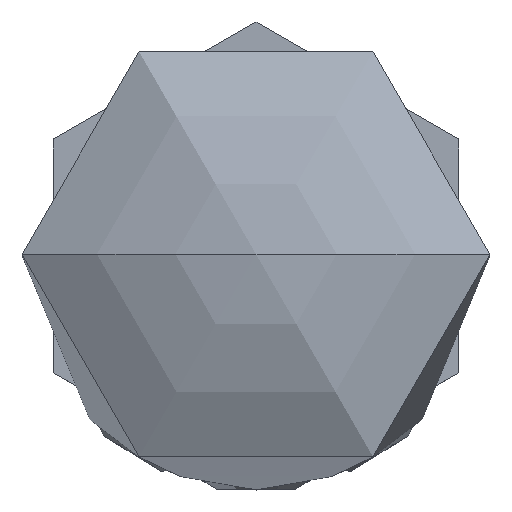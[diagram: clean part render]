
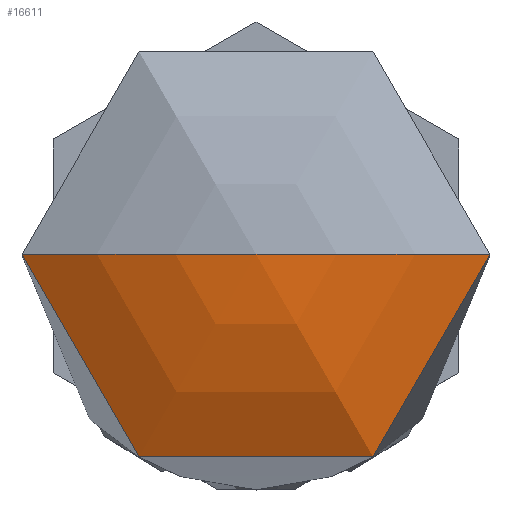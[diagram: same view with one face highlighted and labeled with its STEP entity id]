
A CAD part, top view. The second image highlights one B-rep face of the part: STEP entity #16611.
In plain terms, the highlighted toroidal (fillet/blend) face has major radius 1.713 mm and minor radius 28 mm.
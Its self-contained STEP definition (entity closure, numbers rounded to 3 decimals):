
#386 = CIRCLE ( 'NONE', #3142, 28. ) ;
#2006 = ORIENTED_EDGE ( 'NONE', *, *, #11850, .T. ) ;
#2166 = CARTESIAN_POINT ( 'NONE',  ( 0., 0., 19.052 ) ) ;
#3142 = AXIS2_PLACEMENT_3D ( 'NONE', #22462, #13777, #17472 ) ;
#3598 = EDGE_CURVE ( 'NONE', #17736, #16042, #21372, .T. ) ;
#3788 = ORIENTED_EDGE ( 'NONE', *, *, #3598, .T. ) ;
#4755 = AXIS2_PLACEMENT_3D ( 'NONE', #20466, #13606, #11301 ) ;
#7647 = DIRECTION ( 'NONE',  ( 1., 0., 0. ) ) ;
#8109 = EDGE_LOOP ( 'NONE', ( #11759, #3788, #2006 ) ) ;
#9178 = DIRECTION ( 'NONE',  ( 0., 0., 1. ) ) ;
#9441 = CARTESIAN_POINT ( 'NONE',  ( 11., 0., 44. ) ) ;
#10275 = CIRCLE ( 'NONE', #4755, 28. ) ;
#10706 = DIRECTION ( 'NONE',  ( 0., 0., 1. ) ) ;
#10982 = VERTEX_POINT ( 'NONE', #18389 ) ;
#11301 = DIRECTION ( 'NONE',  ( 0., 0., -1. ) ) ;
#11759 = ORIENTED_EDGE ( 'NONE', *, *, #16803, .F. ) ;
#11850 = EDGE_CURVE ( 'NONE', #16042, #10982, #10275, .T. ) ;
#12483 = CARTESIAN_POINT ( 'NONE',  ( 0., 0., 44. ) ) ;
#12709 = DIRECTION ( 'NONE',  ( 1., 0., 0. ) ) ;
#13606 = DIRECTION ( 'NONE',  ( 0., -1., 0. ) ) ;
#13777 = DIRECTION ( 'NONE',  ( 0., 1., 0. ) ) ;
#16042 = VERTEX_POINT ( 'NONE', #9441 ) ;
#16149 = CARTESIAN_POINT ( 'NONE',  ( -11., 0., 44. ) ) ;
#16611 = ADVANCED_FACE ( 'NONE', ( #18905 ), #19155, .T. ) ;
#16803 = EDGE_CURVE ( 'NONE', #17736, #10982, #386, .T. ) ;
#17472 = DIRECTION ( 'NONE',  ( -1., 0., 0. ) ) ;
#17736 = VERTEX_POINT ( 'NONE', #16149 ) ;
#18389 = CARTESIAN_POINT ( 'NONE',  ( 0., 0., 47. ) ) ;
#18552 = AXIS2_PLACEMENT_3D ( 'NONE', #12483, #10706, #12709 ) ;
#18766 = AXIS2_PLACEMENT_3D ( 'NONE', #2166, #9178, #7647 ) ;
#18905 = FACE_OUTER_BOUND ( 'NONE', #8109, .T. ) ;
#19155 = TOROIDAL_SURFACE ( 'NONE', #18766, -1.713, 28. ) ;
#20466 = CARTESIAN_POINT ( 'NONE',  ( -1.713, 0., 19.052 ) ) ;
#21372 = CIRCLE ( 'NONE', #18552, 11. ) ;
#22462 = CARTESIAN_POINT ( 'NONE',  ( 1.713, 0., 19.052 ) ) ;
